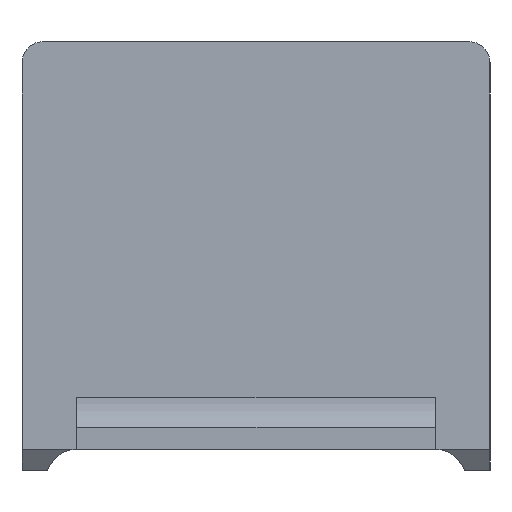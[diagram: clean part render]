
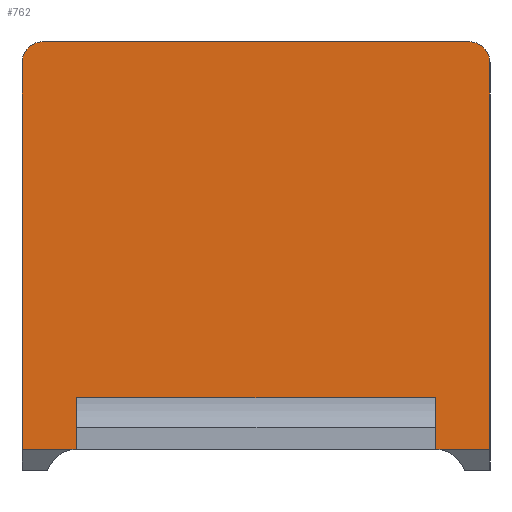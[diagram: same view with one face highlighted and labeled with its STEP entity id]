
A CAD part, left-side view. The second image highlights one B-rep face of the part: STEP entity #762.
In plain terms, the highlighted planar face has unit normal (-1, 0, 0).
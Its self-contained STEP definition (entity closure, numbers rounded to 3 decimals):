
#79=AXIS2_PLACEMENT_3D('Circle Axis2P3D',#77,#78,$) ;
#685=AXIS2_PLACEMENT_3D('Plane Axis2P3D',#682,#683,#684) ;
#705=AXIS2_PLACEMENT_3D('Circle Axis2P3D',#703,#704,$) ;
#726=AXIS2_PLACEMENT_3D('Circle Axis2P3D',#724,#725,$) ;
#738=AXIS2_PLACEMENT_3D('Circle Axis2P3D',#736,#737,$) ;
#60=CARTESIAN_POINT('Vertex',(1.05,21.,20.15)) ;
#74=CARTESIAN_POINT('Vertex',(1.05,22.,19.15)) ;
#77=CARTESIAN_POINT('Axis2P3D Location',(1.05,21.,19.15)) ;
#100=CARTESIAN_POINT('Vertex',(1.05,1.,20.15)) ;
#108=CARTESIAN_POINT('Line Origine',(1.05,11.,20.15)) ;
#384=CARTESIAN_POINT('Vertex',(1.05,22.,0.975)) ;
#387=CARTESIAN_POINT('Line Origine',(1.05,22.,10.062)) ;
#682=CARTESIAN_POINT('Axis2P3D Location',(1.05,11.,0.)) ;
#687=CARTESIAN_POINT('Line Origine',(1.05,11.,3.4)) ;
#691=CARTESIAN_POINT('Vertex',(1.05,19.425,3.4)) ;
#693=CARTESIAN_POINT('Vertex',(1.05,2.575,3.4)) ;
#696=CARTESIAN_POINT('Line Origine',(1.05,2.575,2.2)) ;
#700=CARTESIAN_POINT('Vertex',(1.05,2.575,0.999)) ;
#703=CARTESIAN_POINT('Axis2P3D Location',(1.05,2.614,-0.5)) ;
#707=CARTESIAN_POINT('Vertex',(1.05,2.34,0.975)) ;
#710=CARTESIAN_POINT('Line Origine',(1.05,1.17,0.975)) ;
#714=CARTESIAN_POINT('Vertex',(1.05,0.,0.975)) ;
#717=CARTESIAN_POINT('Line Origine',(1.05,0.,10.062)) ;
#721=CARTESIAN_POINT('Vertex',(1.05,0.,19.15)) ;
#724=CARTESIAN_POINT('Axis2P3D Location',(1.05,1.,19.15)) ;
#729=CARTESIAN_POINT('Line Origine',(1.05,20.83,0.975)) ;
#733=CARTESIAN_POINT('Vertex',(1.05,19.66,0.975)) ;
#736=CARTESIAN_POINT('Axis2P3D Location',(1.05,19.386,-0.5)) ;
#740=CARTESIAN_POINT('Vertex',(1.05,19.425,0.999)) ;
#743=CARTESIAN_POINT('Line Origine',(1.05,19.425,2.2)) ;
#78=DIRECTION('Axis2P3D Direction',(-1.,0.,0.)) ;
#109=DIRECTION('Vector Direction',(0.,1.,0.)) ;
#388=DIRECTION('Vector Direction',(0.,0.,-1.)) ;
#683=DIRECTION('Axis2P3D Direction',(-1.,0.,0.)) ;
#684=DIRECTION('Axis2P3D XDirection',(0.,-1.,0.)) ;
#688=DIRECTION('Vector Direction',(0.,-1.,0.)) ;
#697=DIRECTION('Vector Direction',(0.,0.,-1.)) ;
#704=DIRECTION('Axis2P3D Direction',(-1.,0.,0.)) ;
#711=DIRECTION('Vector Direction',(0.,1.,0.)) ;
#718=DIRECTION('Vector Direction',(0.,0.,1.)) ;
#725=DIRECTION('Axis2P3D Direction',(-1.,0.,0.)) ;
#730=DIRECTION('Vector Direction',(0.,1.,0.)) ;
#737=DIRECTION('Axis2P3D Direction',(-1.,0.,0.)) ;
#744=DIRECTION('Vector Direction',(0.,0.,-1.)) ;
#110=VECTOR('Line Direction',#109,1.) ;
#389=VECTOR('Line Direction',#388,1.) ;
#689=VECTOR('Line Direction',#688,1.) ;
#698=VECTOR('Line Direction',#697,1.) ;
#712=VECTOR('Line Direction',#711,1.) ;
#719=VECTOR('Line Direction',#718,1.) ;
#731=VECTOR('Line Direction',#730,1.) ;
#745=VECTOR('Line Direction',#744,1.) ;
#749=ORIENTED_EDGE('',*,*,#695,.T.) ;
#750=ORIENTED_EDGE('',*,*,#702,.F.) ;
#751=ORIENTED_EDGE('',*,*,#709,.T.) ;
#752=ORIENTED_EDGE('',*,*,#716,.F.) ;
#753=ORIENTED_EDGE('',*,*,#723,.T.) ;
#754=ORIENTED_EDGE('',*,*,#728,.T.) ;
#755=ORIENTED_EDGE('',*,*,#112,.T.) ;
#756=ORIENTED_EDGE('',*,*,#81,.T.) ;
#757=ORIENTED_EDGE('',*,*,#391,.T.) ;
#758=ORIENTED_EDGE('',*,*,#735,.F.) ;
#759=ORIENTED_EDGE('',*,*,#742,.T.) ;
#760=ORIENTED_EDGE('',*,*,#747,.T.) ;
#762=ADVANCED_FACE('V1',(#761),#686,.T.) ;
#80=CIRCLE('generated circle',#79,1.) ;
#706=CIRCLE('generated circle',#705,1.5) ;
#727=CIRCLE('generated circle',#726,1.) ;
#739=CIRCLE('generated circle',#738,1.5) ;
#81=EDGE_CURVE('',#61,#75,#80,.T.) ;
#112=EDGE_CURVE('',#101,#61,#111,.T.) ;
#391=EDGE_CURVE('',#75,#385,#390,.T.) ;
#695=EDGE_CURVE('',#692,#694,#690,.T.) ;
#702=EDGE_CURVE('',#701,#694,#699,.F.) ;
#709=EDGE_CURVE('',#701,#708,#706,.F.) ;
#716=EDGE_CURVE('',#715,#708,#713,.T.) ;
#723=EDGE_CURVE('',#715,#722,#720,.T.) ;
#728=EDGE_CURVE('',#722,#101,#727,.T.) ;
#735=EDGE_CURVE('',#734,#385,#732,.T.) ;
#742=EDGE_CURVE('',#734,#741,#739,.F.) ;
#747=EDGE_CURVE('',#741,#692,#746,.F.) ;
#748=EDGE_LOOP('',(#749,#750,#751,#752,#753,#754,#755,#756,#757,#758,#759,#760)) ;
#761=FACE_OUTER_BOUND('',#748,.T.) ;
#111=LINE('Line',#108,#110) ;
#390=LINE('Line',#387,#389) ;
#690=LINE('Line',#687,#689) ;
#699=LINE('Line',#696,#698) ;
#713=LINE('Line',#710,#712) ;
#720=LINE('Line',#717,#719) ;
#732=LINE('Line',#729,#731) ;
#746=LINE('Line',#743,#745) ;
#686=PLANE('',#685) ;
#61=VERTEX_POINT('',#60) ;
#75=VERTEX_POINT('',#74) ;
#101=VERTEX_POINT('',#100) ;
#385=VERTEX_POINT('',#384) ;
#692=VERTEX_POINT('',#691) ;
#694=VERTEX_POINT('',#693) ;
#701=VERTEX_POINT('',#700) ;
#708=VERTEX_POINT('',#707) ;
#715=VERTEX_POINT('',#714) ;
#722=VERTEX_POINT('',#721) ;
#734=VERTEX_POINT('',#733) ;
#741=VERTEX_POINT('',#740) ;
